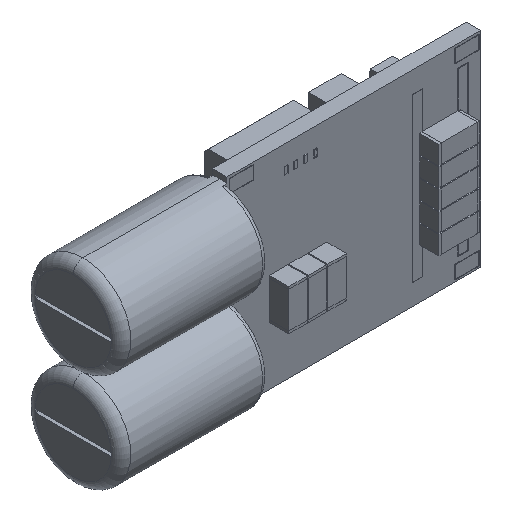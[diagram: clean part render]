
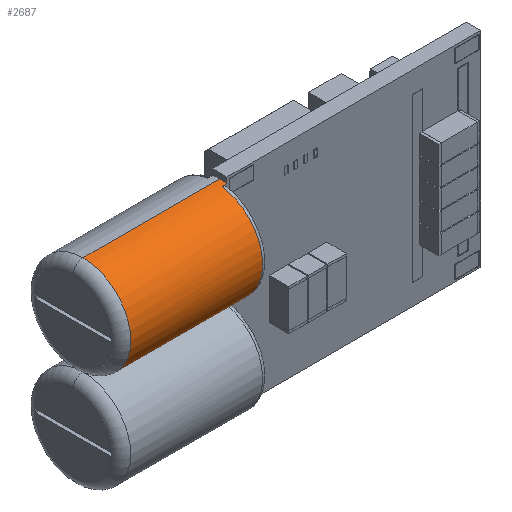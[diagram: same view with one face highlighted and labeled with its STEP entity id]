
A CAD part, isometric view. The second image highlights one B-rep face of the part: STEP entity #2687.
In plain terms, the highlighted cylindrical face has radius 4.899 mm (diameter 9.798 mm), a partial arc.
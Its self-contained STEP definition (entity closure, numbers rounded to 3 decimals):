
#102 = CARTESIAN_POINT ( 'NONE',  ( -13., 0.75, 0.162 ) ) ;
#490 = AXIS2_PLACEMENT_3D ( 'NONE', #7456, #16645, #10954 ) ;
#821 = DIRECTION ( 'NONE',  ( 0., 0., -1. ) ) ;
#851 = VERTEX_POINT ( 'NONE', #17128 ) ;
#975 = CARTESIAN_POINT ( 'NONE',  ( -13.5, 0., 9.902 ) ) ;
#1071 = LINE ( 'NONE', #13575, #16069 ) ;
#1236 = EDGE_CURVE ( 'NONE', #1507, #18560, #13006, .T. ) ;
#1394 = DIRECTION ( 'NONE',  ( 0., 0., -1. ) ) ;
#1396 = CIRCLE ( 'NONE', #8335, 4.899 ) ;
#1507 = VERTEX_POINT ( 'NONE', #4707 ) ;
#1508 = DIRECTION ( 'NONE',  ( 0., 0., -1. ) ) ;
#2197 = ORIENTED_EDGE ( 'NONE', *, *, #8215, .T. ) ;
#2687 = ADVANCED_FACE ( 'NONE', ( #12306 ), #3261, .T. ) ;
#2712 = CARTESIAN_POINT ( 'NONE',  ( -28., 0.75, 9.96 ) ) ;
#2761 = EDGE_CURVE ( 'NONE', #851, #14646, #1396, .T. ) ;
#2996 = CARTESIAN_POINT ( 'NONE',  ( -27., 0.75, 9.96 ) ) ;
#3261 = CYLINDRICAL_SURFACE ( 'NONE', #490, 4.899 ) ;
#3591 = ORIENTED_EDGE ( 'NONE', *, *, #2761, .T. ) ;
#4364 = VECTOR ( 'NONE', #11483, 1000. ) ;
#4707 = CARTESIAN_POINT ( 'NONE',  ( -27., 0.75, 0.162 ) ) ;
#4819 = LINE ( 'NONE', #2712, #4364 ) ;
#5359 = CIRCLE ( 'NONE', #10270, 4.899 ) ;
#5638 = CARTESIAN_POINT ( 'NONE',  ( -13., 0.75, 9.96 ) ) ;
#6108 = CIRCLE ( 'NONE', #18418, 4.899 ) ;
#6927 = VERTEX_POINT ( 'NONE', #9679 ) ;
#7264 = ORIENTED_EDGE ( 'NONE', *, *, #16612, .T. ) ;
#7456 = CARTESIAN_POINT ( 'NONE',  ( -28., 0.75, 5.061 ) ) ;
#7887 = DIRECTION ( 'NONE',  ( 1., 0., 0. ) ) ;
#8215 = EDGE_CURVE ( 'NONE', #18560, #18349, #6108, .T. ) ;
#8335 = AXIS2_PLACEMENT_3D ( 'NONE', #13300, #9571, #1508 ) ;
#9137 = VERTEX_POINT ( 'NONE', #5638 ) ;
#9286 = DIRECTION ( 'NONE',  ( -1., 0., 0. ) ) ;
#9571 = DIRECTION ( 'NONE',  ( -1., 0., 0. ) ) ;
#9590 = DIRECTION ( 'NONE',  ( -1., 0., 0. ) ) ;
#9679 = CARTESIAN_POINT ( 'NONE',  ( -13., 0., 9.902 ) ) ;
#10111 = DIRECTION ( 'NONE',  ( -1., 0., 0. ) ) ;
#10270 = AXIS2_PLACEMENT_3D ( 'NONE', #16551, #7887, #17993 ) ;
#10744 = CARTESIAN_POINT ( 'NONE',  ( -28., 0.75, 0.162 ) ) ;
#10954 = DIRECTION ( 'NONE',  ( 0., 0., -1. ) ) ;
#11184 = DIRECTION ( 'NONE',  ( 1., 0., 0. ) ) ;
#11189 = CARTESIAN_POINT ( 'NONE',  ( -13., 0., 0.22 ) ) ;
#11482 = ORIENTED_EDGE ( 'NONE', *, *, #14943, .F. ) ;
#11483 = DIRECTION ( 'NONE',  ( 1., 0., 0. ) ) ;
#11637 = EDGE_CURVE ( 'NONE', #16249, #1507, #5359, .T. ) ;
#11935 = AXIS2_PLACEMENT_3D ( 'NONE', #18236, #9590, #821 ) ;
#12069 = VECTOR ( 'NONE', #17230, 1000. ) ;
#12306 = FACE_OUTER_BOUND ( 'NONE', #16284, .T. ) ;
#13006 = LINE ( 'NONE', #10744, #12069 ) ;
#13300 = CARTESIAN_POINT ( 'NONE',  ( -13.5, 0.75, 5.061 ) ) ;
#13332 = VECTOR ( 'NONE', #11184, 1000. ) ;
#13464 = EDGE_CURVE ( 'NONE', #18349, #851, #1071, .T. ) ;
#13575 = CARTESIAN_POINT ( 'NONE',  ( -13., 0., 0.22 ) ) ;
#13767 = ORIENTED_EDGE ( 'NONE', *, *, #15363, .T. ) ;
#14346 = ORIENTED_EDGE ( 'NONE', *, *, #13464, .T. ) ;
#14646 = VERTEX_POINT ( 'NONE', #16552 ) ;
#14914 = LINE ( 'NONE', #975, #13332 ) ;
#14943 = EDGE_CURVE ( 'NONE', #16249, #9137, #4819, .T. ) ;
#15090 = ORIENTED_EDGE ( 'NONE', *, *, #11637, .T. ) ;
#15363 = EDGE_CURVE ( 'NONE', #6927, #9137, #16827, .T. ) ;
#16069 = VECTOR ( 'NONE', #9286, 1000. ) ;
#16249 = VERTEX_POINT ( 'NONE', #2996 ) ;
#16284 = EDGE_LOOP ( 'NONE', ( #11482, #15090, #17584, #2197, #14346, #3591, #7264, #13767 ) ) ;
#16551 = CARTESIAN_POINT ( 'NONE',  ( -27., 0.75, 5.061 ) ) ;
#16552 = CARTESIAN_POINT ( 'NONE',  ( -13.5, 0., 9.902 ) ) ;
#16612 = EDGE_CURVE ( 'NONE', #14646, #6927, #14914, .T. ) ;
#16645 = DIRECTION ( 'NONE',  ( 1., 0., 0. ) ) ;
#16827 = CIRCLE ( 'NONE', #11935, 4.899 ) ;
#17128 = CARTESIAN_POINT ( 'NONE',  ( -13.5, 0., 0.22 ) ) ;
#17230 = DIRECTION ( 'NONE',  ( 1., 0., 0. ) ) ;
#17584 = ORIENTED_EDGE ( 'NONE', *, *, #1236, .T. ) ;
#17993 = DIRECTION ( 'NONE',  ( 0., 0., -1. ) ) ;
#18236 = CARTESIAN_POINT ( 'NONE',  ( -13., 0.75, 5.061 ) ) ;
#18349 = VERTEX_POINT ( 'NONE', #11189 ) ;
#18418 = AXIS2_PLACEMENT_3D ( 'NONE', #18781, #10111, #1394 ) ;
#18560 = VERTEX_POINT ( 'NONE', #102 ) ;
#18781 = CARTESIAN_POINT ( 'NONE',  ( -13., 0.75, 5.061 ) ) ;
